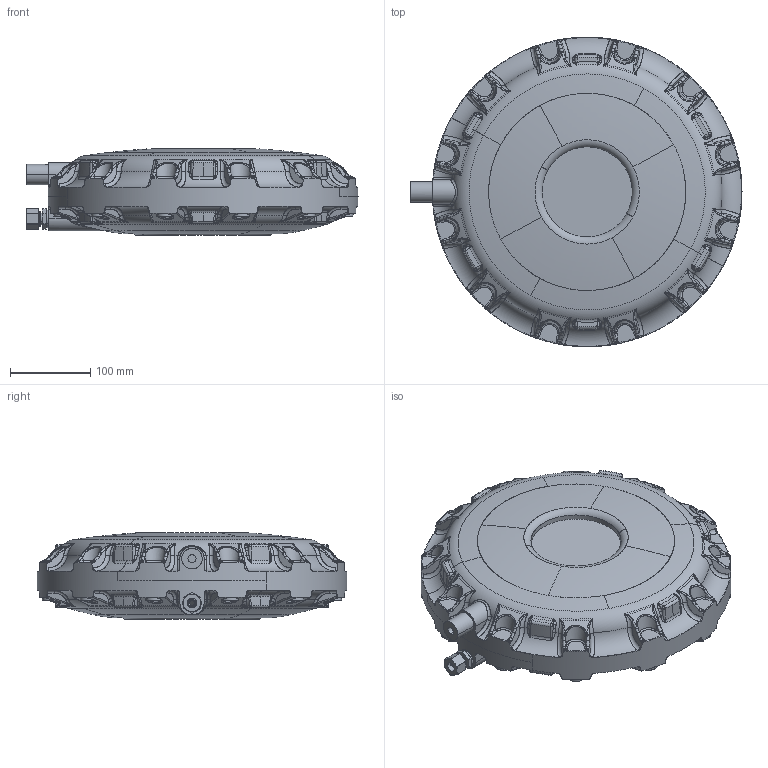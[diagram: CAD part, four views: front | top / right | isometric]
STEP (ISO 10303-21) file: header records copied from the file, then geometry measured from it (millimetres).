
FILE_DESCRIPTION(('3DEXPERIENCE STEP','CAx-IF Rec.Pracs.--- Model Styling and Organization---1.5--- 2016-08-15','CAx-IF Rec.Pracs.---Supplemental Geometry---1.0---2011-11-01','CAx-IF Rec.Pracs.--- Composite Materials ---3.4---2017-06-13','CAx-IF Rec.Pracs.---Tessellated 3D Geometry---1.0---2015-12-17'),'2;1');
FILE_NAME('R105 DN050 390.stp','2025-09-17T12:17:15+00:00',('none'),('none'),'3DEXPERIENCE Platform3DEXPERIENCE R2024x HotFix 5','3DEXPERIENCE Platform STEP AP242 v3','none');
FILE_SCHEMA(('AP242_MANAGED_MODEL_BASED_3D_ENGINEERING_MIM_LF {1 0 10303 442 1 1 4}'));
Products named in the file (1): R105/050/390
Bounding box: 412.8 x 384.98 x 107.9 mm (x, y, z)
Volume: 9478258.2 mm3; surface area: 328191.2 mm2
Topology: 1 solids, 1 shells, 1591 faces, 0 edges, 0 vertices
Faces by surface type: other 1591
Entity records: 5781 total; most frequent: COMPLEX_TRIANGULATED_FACE 2000, CARTESIAN_POINT 938, DIRECTION 938, AXIS2_PLACEMENT_3D 936, CYLINDRICAL_SURFACE 370, PLANE 285, CONICAL_SURFACE 169, SPHERICAL_SURFACE 108
